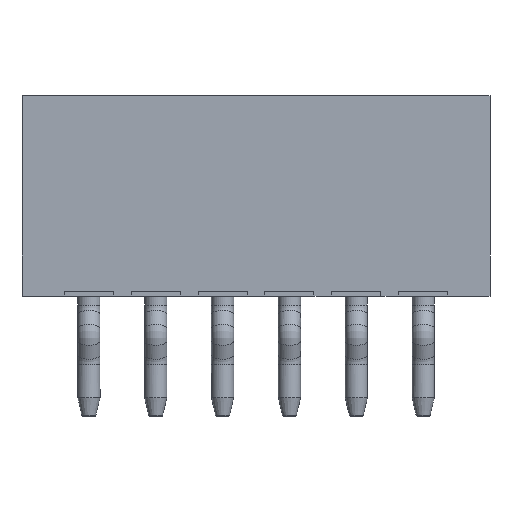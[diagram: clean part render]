
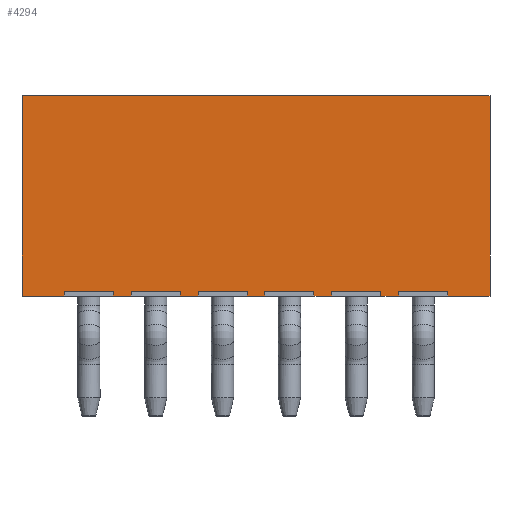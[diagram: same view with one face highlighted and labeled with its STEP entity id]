
A CAD part, front view. The second image highlights one B-rep face of the part: STEP entity #4294.
In plain terms, the highlighted face is planar.
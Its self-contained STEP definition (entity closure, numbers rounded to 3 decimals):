
#720=ORIENTED_EDGE('',*,*,#1433,.T.);
#721=ORIENTED_EDGE('',*,*,#1187,.T.);
#722=ORIENTED_EDGE('',*,*,#1185,.T.);
#723=ORIENTED_EDGE('',*,*,#1182,.T.);
#724=ORIENTED_EDGE('',*,*,#1434,.T.);
#725=ORIENTED_EDGE('',*,*,#1209,.T.);
#726=ORIENTED_EDGE('',*,*,#1207,.T.);
#727=ORIENTED_EDGE('',*,*,#1204,.T.);
#728=ORIENTED_EDGE('',*,*,#1435,.T.);
#729=ORIENTED_EDGE('',*,*,#1231,.T.);
#730=ORIENTED_EDGE('',*,*,#1229,.T.);
#731=ORIENTED_EDGE('',*,*,#1226,.T.);
#732=ORIENTED_EDGE('',*,*,#1436,.T.);
#733=ORIENTED_EDGE('',*,*,#1253,.T.);
#734=ORIENTED_EDGE('',*,*,#1251,.T.);
#735=ORIENTED_EDGE('',*,*,#1248,.T.);
#736=ORIENTED_EDGE('',*,*,#1437,.T.);
#737=ORIENTED_EDGE('',*,*,#1275,.T.);
#738=ORIENTED_EDGE('',*,*,#1273,.T.);
#739=ORIENTED_EDGE('',*,*,#1270,.T.);
#740=ORIENTED_EDGE('',*,*,#1438,.T.);
#741=ORIENTED_EDGE('',*,*,#1329,.T.);
#742=ORIENTED_EDGE('',*,*,#1327,.T.);
#743=ORIENTED_EDGE('',*,*,#1324,.T.);
#744=ORIENTED_EDGE('',*,*,#1439,.T.);
#745=ORIENTED_EDGE('',*,*,#1412,.F.);
#746=ORIENTED_EDGE('',*,*,#1406,.F.);
#747=ORIENTED_EDGE('',*,*,#1419,.T.);
#1182=EDGE_CURVE('',#1630,#1631,#1966,.T.);
#1185=EDGE_CURVE('',#1632,#1630,#1969,.T.);
#1187=EDGE_CURVE('',#1633,#1632,#1971,.T.);
#1204=EDGE_CURVE('',#1646,#1647,#1988,.T.);
#1207=EDGE_CURVE('',#1648,#1646,#1991,.T.);
#1209=EDGE_CURVE('',#1649,#1648,#1993,.T.);
#1226=EDGE_CURVE('',#1662,#1663,#2010,.T.);
#1229=EDGE_CURVE('',#1664,#1662,#2013,.T.);
#1231=EDGE_CURVE('',#1665,#1664,#2015,.T.);
#1248=EDGE_CURVE('',#1678,#1679,#2032,.T.);
#1251=EDGE_CURVE('',#1680,#1678,#2035,.T.);
#1253=EDGE_CURVE('',#1681,#1680,#2037,.T.);
#1270=EDGE_CURVE('',#1694,#1695,#2054,.T.);
#1273=EDGE_CURVE('',#1696,#1694,#2057,.T.);
#1275=EDGE_CURVE('',#1697,#1696,#2059,.T.);
#1324=EDGE_CURVE('',#1734,#1735,#2108,.T.);
#1327=EDGE_CURVE('',#1736,#1734,#2111,.T.);
#1329=EDGE_CURVE('',#1737,#1736,#2113,.T.);
#1406=EDGE_CURVE('',#1786,#1787,#2190,.T.);
#1412=EDGE_CURVE('',#1787,#1790,#2196,.T.);
#1419=EDGE_CURVE('',#1786,#1793,#2203,.T.);
#1433=EDGE_CURVE('',#1793,#1633,#2211,.T.);
#1434=EDGE_CURVE('',#1631,#1649,#2212,.T.);
#1435=EDGE_CURVE('',#1647,#1665,#2213,.T.);
#1436=EDGE_CURVE('',#1663,#1681,#2214,.T.);
#1437=EDGE_CURVE('',#1679,#1697,#2215,.T.);
#1438=EDGE_CURVE('',#1695,#1737,#2216,.T.);
#1439=EDGE_CURVE('',#1735,#1790,#2217,.T.);
#1630=VERTEX_POINT('',#5482);
#1631=VERTEX_POINT('',#5483);
#1632=VERTEX_POINT('',#5488);
#1633=VERTEX_POINT('',#5492);
#1646=VERTEX_POINT('',#5528);
#1647=VERTEX_POINT('',#5529);
#1648=VERTEX_POINT('',#5534);
#1649=VERTEX_POINT('',#5538);
#1662=VERTEX_POINT('',#5574);
#1663=VERTEX_POINT('',#5575);
#1664=VERTEX_POINT('',#5580);
#1665=VERTEX_POINT('',#5584);
#1678=VERTEX_POINT('',#5620);
#1679=VERTEX_POINT('',#5621);
#1680=VERTEX_POINT('',#5626);
#1681=VERTEX_POINT('',#5630);
#1694=VERTEX_POINT('',#5666);
#1695=VERTEX_POINT('',#5667);
#1696=VERTEX_POINT('',#5672);
#1697=VERTEX_POINT('',#5676);
#1734=VERTEX_POINT('',#5778);
#1735=VERTEX_POINT('',#5779);
#1736=VERTEX_POINT('',#5784);
#1737=VERTEX_POINT('',#5788);
#1786=VERTEX_POINT('',#5940);
#1787=VERTEX_POINT('',#5942);
#1790=VERTEX_POINT('',#5954);
#1793=VERTEX_POINT('',#5964);
#1966=LINE('',#5481,#2222);
#1969=LINE('',#5487,#2225);
#1971=LINE('',#5491,#2227);
#1988=LINE('',#5527,#2244);
#1991=LINE('',#5533,#2247);
#1993=LINE('',#5537,#2249);
#2010=LINE('',#5573,#2266);
#2013=LINE('',#5579,#2269);
#2015=LINE('',#5583,#2271);
#2032=LINE('',#5619,#2288);
#2035=LINE('',#5625,#2291);
#2037=LINE('',#5629,#2293);
#2054=LINE('',#5665,#2310);
#2057=LINE('',#5671,#2313);
#2059=LINE('',#5675,#2315);
#2108=LINE('',#5777,#2364);
#2111=LINE('',#5783,#2367);
#2113=LINE('',#5787,#2369);
#2190=LINE('',#5941,#2446);
#2196=LINE('',#5953,#2452);
#2203=LINE('',#5965,#2459);
#2211=LINE('',#5989,#2467);
#2212=LINE('',#5990,#2468);
#2213=LINE('',#5991,#2469);
#2214=LINE('',#5992,#2470);
#2215=LINE('',#5993,#2471);
#2216=LINE('',#5994,#2472);
#2217=LINE('',#5995,#2473);
#2222=VECTOR('',#4668,1000.);
#2225=VECTOR('',#4673,1000.);
#2227=VECTOR('',#4677,1000.);
#2244=VECTOR('',#4706,1000.);
#2247=VECTOR('',#4711,1000.);
#2249=VECTOR('',#4715,1000.);
#2266=VECTOR('',#4744,1000.);
#2269=VECTOR('',#4749,1000.);
#2271=VECTOR('',#4753,1000.);
#2288=VECTOR('',#4782,1000.);
#2291=VECTOR('',#4787,1000.);
#2293=VECTOR('',#4791,1000.);
#2310=VECTOR('',#4820,1000.);
#2313=VECTOR('',#4825,1000.);
#2315=VECTOR('',#4829,1000.);
#2364=VECTOR('',#4910,1000.);
#2367=VECTOR('',#4915,1000.);
#2369=VECTOR('',#4919,1000.);
#2446=VECTOR('',#5050,1000.);
#2452=VECTOR('',#5062,1000.);
#2459=VECTOR('',#5071,1000.);
#2467=VECTOR('',#5099,1000.);
#2468=VECTOR('',#5100,1000.);
#2469=VECTOR('',#5101,1000.);
#2470=VECTOR('',#5102,1000.);
#2471=VECTOR('',#5103,1000.);
#2472=VECTOR('',#5104,1000.);
#2473=VECTOR('',#5105,1000.);
#2572=EDGE_LOOP('',(#720,#721,#722,#723,#724,#725,#726,#727,#728,#729,#730,
#731,#732,#733,#734,#735,#736,#737,#738,#739,#740,#741,#742,#743,#744,#745,
#746,#747));
#2798=FACE_BOUND('',#2572,.T.);
#3014=PLANE('',#4475);
#4294=ADVANCED_FACE('',(#2798),#3014,.T.);
#4475=AXIS2_PLACEMENT_3D('',#5988,#5097,#5098);
#4668=DIRECTION('',(0.,0.,-1.));
#4673=DIRECTION('',(-1.,0.,0.));
#4677=DIRECTION('',(0.,0.,1.));
#4706=DIRECTION('',(0.,0.,-1.));
#4711=DIRECTION('',(-1.,0.,0.));
#4715=DIRECTION('',(0.,0.,1.));
#4744=DIRECTION('',(0.,0.,-1.));
#4749=DIRECTION('',(-1.,0.,0.));
#4753=DIRECTION('',(0.,0.,1.));
#4782=DIRECTION('',(0.,0.,-1.));
#4787=DIRECTION('',(-1.,0.,0.));
#4791=DIRECTION('',(0.,0.,1.));
#4820=DIRECTION('',(0.,0.,-1.));
#4825=DIRECTION('',(-1.,0.,0.));
#4829=DIRECTION('',(0.,0.,1.));
#4910=DIRECTION('',(0.,0.,-1.));
#4915=DIRECTION('',(-1.,0.,0.));
#4919=DIRECTION('',(0.,0.,1.));
#5050=DIRECTION('',(-1.,0.,0.));
#5062=DIRECTION('',(0.,0.,-1.));
#5071=DIRECTION('',(0.,0.,-1.));
#5097=DIRECTION('',(0.,1.,0.));
#5098=DIRECTION('',(0.,0.,1.));
#5099=DIRECTION('',(-1.,0.,0.));
#5100=DIRECTION('',(-1.,0.,0.));
#5101=DIRECTION('',(-1.,0.,0.));
#5102=DIRECTION('',(-1.,0.,0.));
#5103=DIRECTION('',(-1.,0.,0.));
#5104=DIRECTION('',(-1.,0.,0.));
#5105=DIRECTION('',(-1.,0.,0.));
#5481=CARTESIAN_POINT('',(3.2,1.75,-2.15));
#5482=CARTESIAN_POINT('',(3.2,1.75,-2.15));
#5483=CARTESIAN_POINT('',(3.2,1.75,-2.25));
#5487=CARTESIAN_POINT('',(4.3,1.75,-2.15));
#5488=CARTESIAN_POINT('',(4.3,1.75,-2.15));
#5491=CARTESIAN_POINT('',(4.3,1.75,-2.25));
#5492=CARTESIAN_POINT('',(4.3,1.75,-2.25));
#5527=CARTESIAN_POINT('',(1.7,1.75,-2.15));
#5528=CARTESIAN_POINT('',(1.7,1.75,-2.15));
#5529=CARTESIAN_POINT('',(1.7,1.75,-2.25));
#5533=CARTESIAN_POINT('',(2.8,1.75,-2.15));
#5534=CARTESIAN_POINT('',(2.8,1.75,-2.15));
#5537=CARTESIAN_POINT('',(2.8,1.75,-2.25));
#5538=CARTESIAN_POINT('',(2.8,1.75,-2.25));
#5573=CARTESIAN_POINT('',(0.2,1.75,-2.15));
#5574=CARTESIAN_POINT('',(0.2,1.75,-2.15));
#5575=CARTESIAN_POINT('',(0.2,1.75,-2.25));
#5579=CARTESIAN_POINT('',(1.3,1.75,-2.15));
#5580=CARTESIAN_POINT('',(1.3,1.75,-2.15));
#5583=CARTESIAN_POINT('',(1.3,1.75,-2.25));
#5584=CARTESIAN_POINT('',(1.3,1.75,-2.25));
#5619=CARTESIAN_POINT('',(-1.3,1.75,-2.15));
#5620=CARTESIAN_POINT('',(-1.3,1.75,-2.15));
#5621=CARTESIAN_POINT('',(-1.3,1.75,-2.25));
#5625=CARTESIAN_POINT('',(-0.2,1.75,-2.15));
#5626=CARTESIAN_POINT('',(-0.2,1.75,-2.15));
#5629=CARTESIAN_POINT('',(-0.2,1.75,-2.25));
#5630=CARTESIAN_POINT('',(-0.2,1.75,-2.25));
#5665=CARTESIAN_POINT('',(-2.8,1.75,-2.15));
#5666=CARTESIAN_POINT('',(-2.8,1.75,-2.15));
#5667=CARTESIAN_POINT('',(-2.8,1.75,-2.25));
#5671=CARTESIAN_POINT('',(-1.7,1.75,-2.15));
#5672=CARTESIAN_POINT('',(-1.7,1.75,-2.15));
#5675=CARTESIAN_POINT('',(-1.7,1.75,-2.25));
#5676=CARTESIAN_POINT('',(-1.7,1.75,-2.25));
#5777=CARTESIAN_POINT('',(-4.3,1.75,-2.15));
#5778=CARTESIAN_POINT('',(-4.3,1.75,-2.15));
#5779=CARTESIAN_POINT('',(-4.3,1.75,-2.25));
#5783=CARTESIAN_POINT('',(-3.2,1.75,-2.15));
#5784=CARTESIAN_POINT('',(-3.2,1.75,-2.15));
#5787=CARTESIAN_POINT('',(-3.2,1.75,-2.25));
#5788=CARTESIAN_POINT('',(-3.2,1.75,-2.25));
#5940=CARTESIAN_POINT('',(5.25,1.75,2.25));
#5941=CARTESIAN_POINT('',(5.25,1.75,2.25));
#5942=CARTESIAN_POINT('',(-5.25,1.75,2.25));
#5953=CARTESIAN_POINT('',(-5.25,1.75,2.25));
#5954=CARTESIAN_POINT('',(-5.25,1.75,-2.25));
#5964=CARTESIAN_POINT('',(5.25,1.75,-2.25));
#5965=CARTESIAN_POINT('',(5.25,1.75,2.25));
#5988=CARTESIAN_POINT('',(5.25,1.75,2.25));
#5989=CARTESIAN_POINT('',(5.25,1.75,-2.25));
#5990=CARTESIAN_POINT('',(5.25,1.75,-2.25));
#5991=CARTESIAN_POINT('',(5.25,1.75,-2.25));
#5992=CARTESIAN_POINT('',(5.25,1.75,-2.25));
#5993=CARTESIAN_POINT('',(5.25,1.75,-2.25));
#5994=CARTESIAN_POINT('',(5.25,1.75,-2.25));
#5995=CARTESIAN_POINT('',(5.25,1.75,-2.25));
